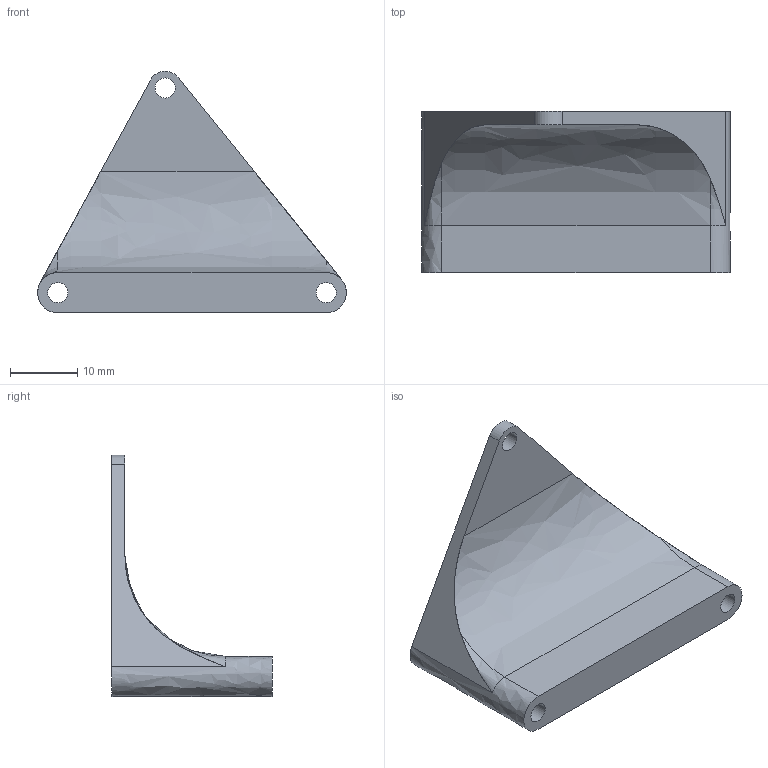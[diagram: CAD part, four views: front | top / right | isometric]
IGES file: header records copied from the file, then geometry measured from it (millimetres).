
Start section: START RECORD GO HERE.
Global section: file name: Support Gauche.igs; native system: DASSAULT SYSTEMES CATIA Version 5-6 Release 2017 - www.3ds.com; preprocessor: V5-6R2017_5.27.2.31.03-26-2018.17.00; author: AGULSTS; organization: DASSAULT-AVION; date: 20190125.072624; units: millimetre
Bounding box: 46 x 24 x 35.99 mm (x, y, z)
Surface area: 4602.2 mm2 (no closed solid volume)
Topology: 0 solids, 0 shells, 19 faces, 98 edges, 98 vertices
Faces by surface type: revolution 12, plane 7
